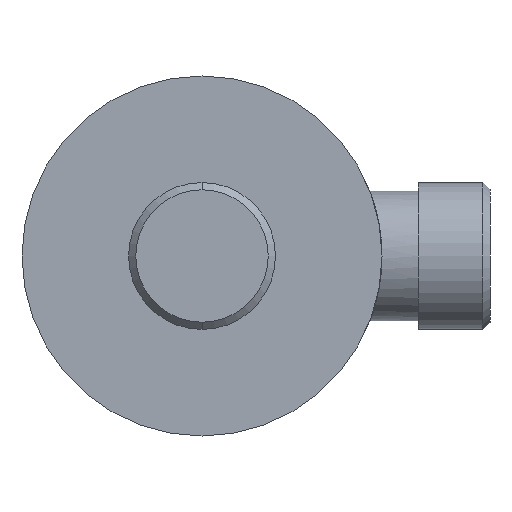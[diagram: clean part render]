
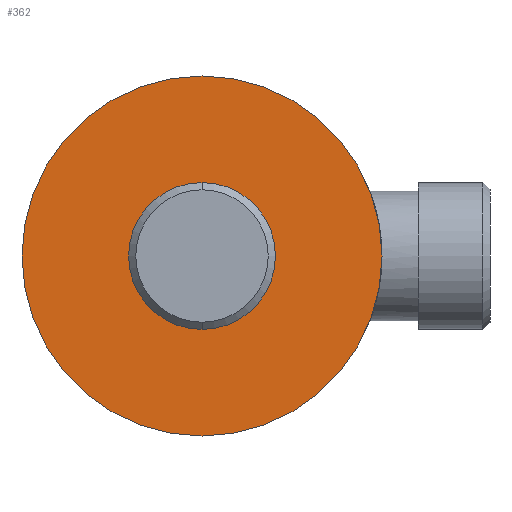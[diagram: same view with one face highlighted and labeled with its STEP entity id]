
A CAD part, left-side view. The second image highlights one B-rep face of the part: STEP entity #362.
In plain terms, the highlighted planar face has unit normal (-1, 0, 0).
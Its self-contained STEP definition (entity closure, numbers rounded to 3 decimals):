
#14 = CARTESIAN_POINT ( 'NONE',  ( 22., 0., 0. ) ) ;
#46 = CARTESIAN_POINT ( 'NONE',  ( 22., 0., 0. ) ) ;
#55 = DIRECTION ( 'NONE',  ( -1., 0., 0. ) ) ;
#84 = CIRCLE ( 'NONE', #488, 10.2 ) ;
#94 = FACE_OUTER_BOUND ( 'NONE', #187, .T. ) ;
#96 = CARTESIAN_POINT ( 'NONE',  ( 22., 0., 10.2 ) ) ;
#111 = EDGE_CURVE ( 'NONE', #138, #376, #555, .T. ) ;
#133 = DIRECTION ( 'NONE',  ( 0., 0., 1. ) ) ;
#137 = DIRECTION ( 'NONE',  ( -1., 0., 0. ) ) ;
#138 = VERTEX_POINT ( 'NONE', #518 ) ;
#141 = DIRECTION ( 'NONE',  ( 0., 0., -1. ) ) ;
#167 = CARTESIAN_POINT ( 'NONE',  ( 22., 0., 0. ) ) ;
#187 = EDGE_LOOP ( 'NONE', ( #451, #341 ) ) ;
#198 = CIRCLE ( 'NONE', #277, 10.2 ) ;
#205 = ORIENTED_EDGE ( 'NONE', *, *, #315, .F. ) ;
#212 = DIRECTION ( 'NONE',  ( -1., 0., 0. ) ) ;
#215 = EDGE_CURVE ( 'NONE', #376, #138, #479, .T. ) ;
#227 = DIRECTION ( 'NONE',  ( -1., 0., 0. ) ) ;
#228 = ORIENTED_EDGE ( 'NONE', *, *, #374, .F. ) ;
#277 = AXIS2_PLACEMENT_3D ( 'NONE', #414, #137, #506 ) ;
#314 = CARTESIAN_POINT ( 'NONE',  ( 22., 10.2, 0. ) ) ;
#315 = EDGE_CURVE ( 'NONE', #508, #556, #84, .T. ) ;
#316 = PLANE ( 'NONE',  #459 ) ;
#341 = ORIENTED_EDGE ( 'NONE', *, *, #215, .T. ) ;
#355 = DIRECTION ( 'NONE',  ( 0., 0., 1. ) ) ;
#362 = ADVANCED_FACE ( 'NONE', ( #372, #94 ), #316, .F. ) ;
#364 = DIRECTION ( 'NONE',  ( 1., 0., 0. ) ) ;
#372 = FACE_BOUND ( 'NONE', #378, .T. ) ;
#374 = EDGE_CURVE ( 'NONE', #556, #508, #198, .T. ) ;
#376 = VERTEX_POINT ( 'NONE', #543 ) ;
#378 = EDGE_LOOP ( 'NONE', ( #228, #205 ) ) ;
#388 = DIRECTION ( 'NONE',  ( 0., 0., 1. ) ) ;
#414 = CARTESIAN_POINT ( 'NONE',  ( 22., 0., 0. ) ) ;
#451 = ORIENTED_EDGE ( 'NONE', *, *, #111, .T. ) ;
#459 = AXIS2_PLACEMENT_3D ( 'NONE', #314, #364, #141 ) ;
#479 = CIRCLE ( 'NONE', #589, 25. ) ;
#488 = AXIS2_PLACEMENT_3D ( 'NONE', #46, #227, #133 ) ;
#506 = DIRECTION ( 'NONE',  ( 0., 0., 1. ) ) ;
#508 = VERTEX_POINT ( 'NONE', #560 ) ;
#518 = CARTESIAN_POINT ( 'NONE',  ( 22., 0., 25. ) ) ;
#543 = CARTESIAN_POINT ( 'NONE',  ( 22., 0., -25. ) ) ;
#555 = CIRCLE ( 'NONE', #566, 25. ) ;
#556 = VERTEX_POINT ( 'NONE', #96 ) ;
#560 = CARTESIAN_POINT ( 'NONE',  ( 22., 0., -10.2 ) ) ;
#566 = AXIS2_PLACEMENT_3D ( 'NONE', #14, #55, #388 ) ;
#589 = AXIS2_PLACEMENT_3D ( 'NONE', #167, #212, #355 ) ;
